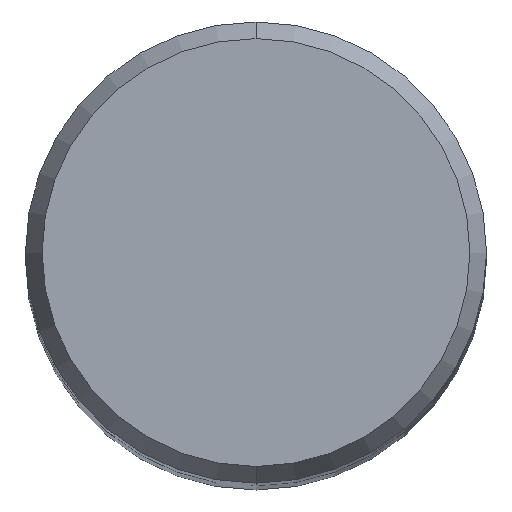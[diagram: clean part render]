
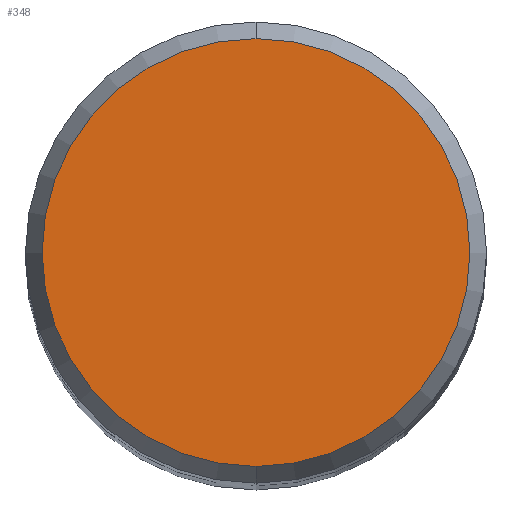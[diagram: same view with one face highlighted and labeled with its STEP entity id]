
A CAD part, top view. The second image highlights one B-rep face of the part: STEP entity #348.
In plain terms, the highlighted planar face has unit normal (0, 0, 1).
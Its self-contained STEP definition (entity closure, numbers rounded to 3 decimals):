
#212=VERTEX_POINT('',#545);
#214=EDGE_CURVE('',#212,#380,#547,.T.);
#348=ADVANCED_FACE('',(#699),#700,.T.);
#380=VERTEX_POINT('',#734);
#490=EDGE_CURVE('',#380,#212,#858,.T.);
#545=CARTESIAN_POINT('',(0.,-8.837,0.));
#547=CIRCLE('',#926,8.837);
#699=FACE_OUTER_BOUND('',#1257,.T.);
#700=PLANE('',#1258);
#734=CARTESIAN_POINT('',(0.0,8.837,0.));
#858=CIRCLE('',#1624,8.837);
#926=AXIS2_PLACEMENT_3D('',#1698,#1699,#1700);
#1257=EDGE_LOOP('',(#1903,#1904));
#1258=AXIS2_PLACEMENT_3D('',#1905,#1906,#1907);
#1624=AXIS2_PLACEMENT_3D('',#2078,#2079,#2080);
#1698=CARTESIAN_POINT('',(0.0,0.0,0.));
#1699=DIRECTION('',(0.0,0.0,-1.0));
#1700=DIRECTION('',(0.0,1.0,0.0));
#1903=ORIENTED_EDGE('',*,*,#490,.F.);
#1904=ORIENTED_EDGE('',*,*,#214,.F.);
#1905=CARTESIAN_POINT('',(0.0,4.419,0.));
#1906=DIRECTION('',(-0.0,0.0,1.0));
#1907=DIRECTION('',(0.0,-1.0,0.0));
#2078=CARTESIAN_POINT('',(0.0,0.0,0.));
#2079=DIRECTION('',(0.0,0.0,-1.0));
#2080=DIRECTION('',(0.0,1.0,0.0));
